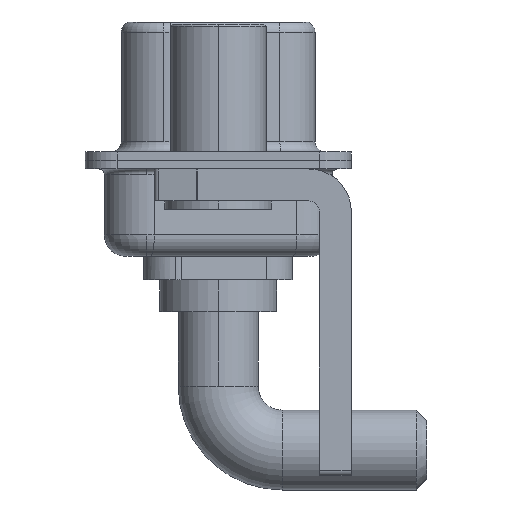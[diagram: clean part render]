
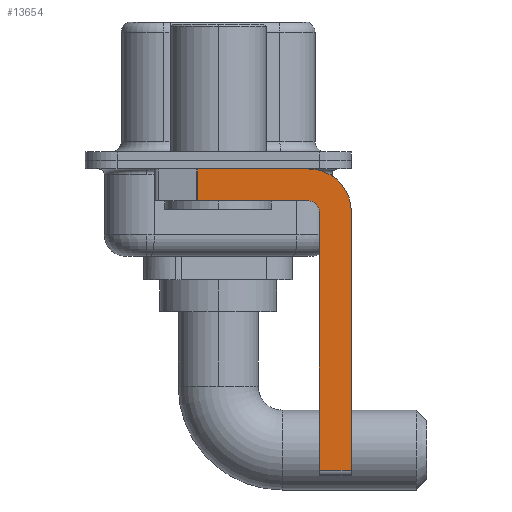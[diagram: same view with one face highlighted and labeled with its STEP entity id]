
A CAD part, left-side view. The second image highlights one B-rep face of the part: STEP entity #13654.
In plain terms, the highlighted planar face has unit normal (-1, 0, 0).
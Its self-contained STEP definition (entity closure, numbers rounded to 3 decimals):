
#75 = ORIENTED_EDGE ( 'NONE', *, *, #8672, .F. ) ;
#176 = DIRECTION ( 'NONE',  ( 0., 0., -1. ) ) ;
#667 = AXIS2_PLACEMENT_3D ( 'NONE', #9721, #14156, #1339 ) ;
#1140 = ORIENTED_EDGE ( 'NONE', *, *, #15652, .T. ) ;
#1232 = DIRECTION ( 'NONE',  ( 0., 0., -1. ) ) ;
#1339 = DIRECTION ( 'NONE',  ( 0., 0., -1. ) ) ;
#1344 = EDGE_CURVE ( 'NONE', #14007, #7728, #7375, .T. ) ;
#1371 = FACE_OUTER_BOUND ( 'NONE', #13018, .T. ) ;
#1769 = VECTOR ( 'NONE', #16328, 1000. ) ;
#2230 = VERTEX_POINT ( 'NONE', #9669 ) ;
#2270 = DIRECTION ( 'NONE',  ( 0., 0., 1. ) ) ;
#2314 = CARTESIAN_POINT ( 'NONE',  ( -2.9, -4.25, -14.55 ) ) ;
#3312 = CARTESIAN_POINT ( 'NONE',  ( -2.9, -6.25, -14.55 ) ) ;
#3743 = CARTESIAN_POINT ( 'NONE',  ( -2.9, -4.75, -2.4 ) ) ;
#3753 = EDGE_CURVE ( 'NONE', #2230, #14007, #8231, .T. ) ;
#3950 = VECTOR ( 'NONE', #17906, 1000. ) ;
#4155 = DIRECTION ( 'NONE',  ( 0., 0., -1. ) ) ;
#4445 = VECTOR ( 'NONE', #4155, 1000. ) ;
#4491 = CIRCLE ( 'NONE', #667, 2. ) ;
#4777 = DIRECTION ( 'NONE',  ( 0., 1., 0. ) ) ;
#4859 = ORIENTED_EDGE ( 'NONE', *, *, #17870, .F. ) ;
#4890 = LINE ( 'NONE', #2314, #1769 ) ;
#4989 = VECTOR ( 'NONE', #4777, 1000. ) ;
#5033 = DIRECTION ( 'NONE',  ( -1., 0., 0. ) ) ;
#5876 = PLANE ( 'NONE',  #17610 ) ;
#5904 = ORIENTED_EDGE ( 'NONE', *, *, #14602, .F. ) ;
#7375 = CIRCLE ( 'NONE', #13295, 0.5 ) ;
#7552 = VERTEX_POINT ( 'NONE', #10617 ) ;
#7728 = VERTEX_POINT ( 'NONE', #16425 ) ;
#7902 = CARTESIAN_POINT ( 'NONE',  ( -2.9, 3., -0.4 ) ) ;
#7979 = EDGE_CURVE ( 'NONE', #14189, #14659, #12739, .T. ) ;
#8062 = ORIENTED_EDGE ( 'NONE', *, *, #3753, .F. ) ;
#8231 = LINE ( 'NONE', #12566, #3950 ) ;
#8282 = CARTESIAN_POINT ( 'NONE',  ( -2.9, -4.25, -2.4 ) ) ;
#8506 = LINE ( 'NONE', #12481, #17343 ) ;
#8672 = EDGE_CURVE ( 'NONE', #14189, #10458, #12148, .T. ) ;
#9669 = CARTESIAN_POINT ( 'NONE',  ( -2.9, -4.75, -14.55 ) ) ;
#9721 = CARTESIAN_POINT ( 'NONE',  ( -2.9, -4.25, -2.4 ) ) ;
#10187 = CARTESIAN_POINT ( 'NONE',  ( -2.9, -4.25, -0.4 ) ) ;
#10293 = LINE ( 'NONE', #17583, #4989 ) ;
#10322 = ORIENTED_EDGE ( 'NONE', *, *, #7979, .T. ) ;
#10458 = VERTEX_POINT ( 'NONE', #10187 ) ;
#10617 = CARTESIAN_POINT ( 'NONE',  ( -2.9, -6.25, -2.4 ) ) ;
#10849 = ORIENTED_EDGE ( 'NONE', *, *, #1344, .F. ) ;
#11500 = VECTOR ( 'NONE', #12050, 1000. ) ;
#12050 = DIRECTION ( 'NONE',  ( 0., -1., 0. ) ) ;
#12148 = LINE ( 'NONE', #7902, #11500 ) ;
#12481 = CARTESIAN_POINT ( 'NONE',  ( -2.9, -6.25, -2.4 ) ) ;
#12566 = CARTESIAN_POINT ( 'NONE',  ( -2.9, -4.75, -14.8 ) ) ;
#12739 = LINE ( 'NONE', #17061, #4445 ) ;
#13018 = EDGE_LOOP ( 'NONE', ( #75, #10322, #13815, #10849, #8062, #1140, #5904, #4859 ) ) ;
#13295 = AXIS2_PLACEMENT_3D ( 'NONE', #14908, #5033, #2270 ) ;
#13654 = ADVANCED_FACE ( 'NONE', ( #1371 ), #5876, .F. ) ;
#13661 = VERTEX_POINT ( 'NONE', #3312 ) ;
#13815 = ORIENTED_EDGE ( 'NONE', *, *, #15282, .F. ) ;
#14007 = VERTEX_POINT ( 'NONE', #3743 ) ;
#14156 = DIRECTION ( 'NONE',  ( 1., 0., 0. ) ) ;
#14189 = VERTEX_POINT ( 'NONE', #18116 ) ;
#14602 = EDGE_CURVE ( 'NONE', #7552, #13661, #8506, .T. ) ;
#14659 = VERTEX_POINT ( 'NONE', #16715 ) ;
#14908 = CARTESIAN_POINT ( 'NONE',  ( -2.9, -4.25, -2.4 ) ) ;
#15282 = EDGE_CURVE ( 'NONE', #7728, #14659, #10293, .T. ) ;
#15652 = EDGE_CURVE ( 'NONE', #2230, #13661, #4890, .T. ) ;
#16328 = DIRECTION ( 'NONE',  ( 0., -1., 0. ) ) ;
#16425 = CARTESIAN_POINT ( 'NONE',  ( -2.9, -4.25, -1.9 ) ) ;
#16675 = DIRECTION ( 'NONE',  ( 1., 0., 0. ) ) ;
#16715 = CARTESIAN_POINT ( 'NONE',  ( -2.9, 0.978, -1.9 ) ) ;
#17061 = CARTESIAN_POINT ( 'NONE',  ( -2.9, 0.978, -1.9 ) ) ;
#17343 = VECTOR ( 'NONE', #1232, 1000. ) ;
#17583 = CARTESIAN_POINT ( 'NONE',  ( -2.9, -4.25, -1.9 ) ) ;
#17610 = AXIS2_PLACEMENT_3D ( 'NONE', #8282, #16675, #176 ) ;
#17870 = EDGE_CURVE ( 'NONE', #10458, #7552, #4491, .T. ) ;
#17906 = DIRECTION ( 'NONE',  ( 0., 0., 1. ) ) ;
#18116 = CARTESIAN_POINT ( 'NONE',  ( -2.9, 0.978, -0.4 ) ) ;
